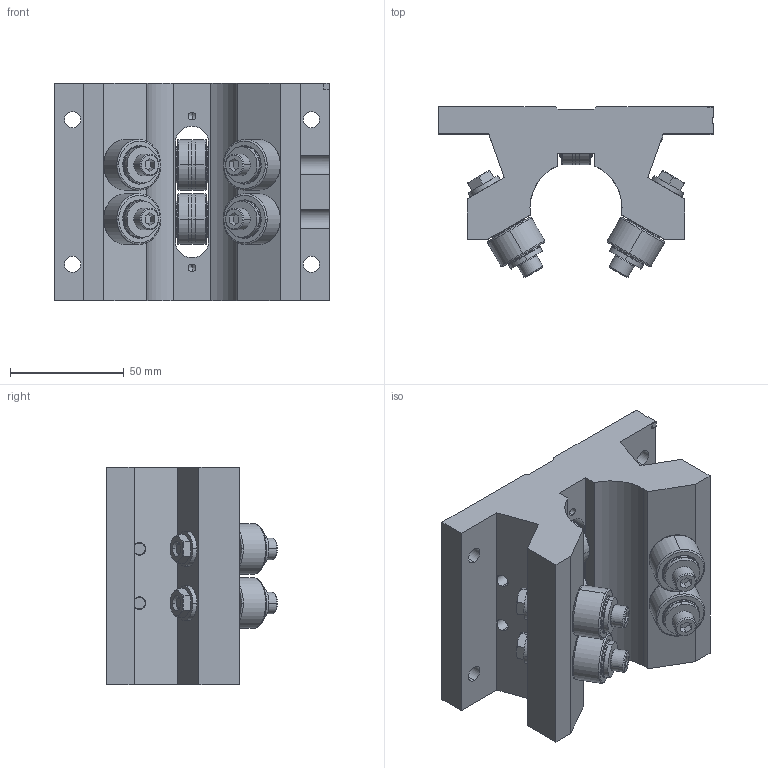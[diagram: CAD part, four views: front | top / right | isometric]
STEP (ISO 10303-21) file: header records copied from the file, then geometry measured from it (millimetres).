
FILE_DESCRIPTION (( 'STEP AP214' ), '1' );
FILE_NAME ('RollerBearing_AAE887FA5A.step', '2022-11-10T19:40:28', ( '' ), ( '' ), 'SwSTEP 2.0', 'SolidWorks 2019', '' );
FILE_SCHEMA (( 'AUTOMOTIVE_DESIGN' ));
Length unit declared in the file: inch
Products named in the file (3): C4XOSDxACe_CADModel_0; RollerBearing_AAE887FA5A
Assembly tree (1 placements, depth 2):
  C4XOSDxACe_CADModel_0
  RollerBearing_AAE887FA5A
    C4XOSDxACe_CADModel_0
Bounding box: 120.65 x 74.91 x 95.25 mm (x, y, z)
Volume: 372843.1 mm3; surface area: 86551.3 mm2
Topology: 27 solids, 27 shells, 760 faces, 1710 edges, 1070 vertices
Faces by surface type: cylinder 258, plane 238, cone 208, bspline 48, torus 8
Entity records: 34577 total; most frequent: CARTESIAN_POINT 6973, DIRECTION 3874, ORIENTED_EDGE 3396, EDGE_CURVE 1698, AXIS2_PLACEMENT_3D 1587, VERTEX_POINT 1070, EDGE_LOOP 900, CIRCLE 870
